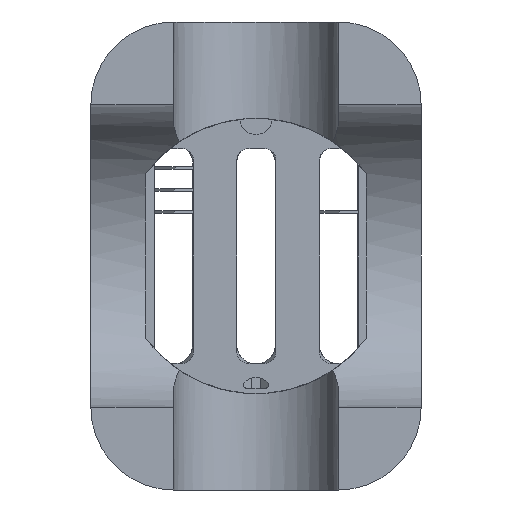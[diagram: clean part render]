
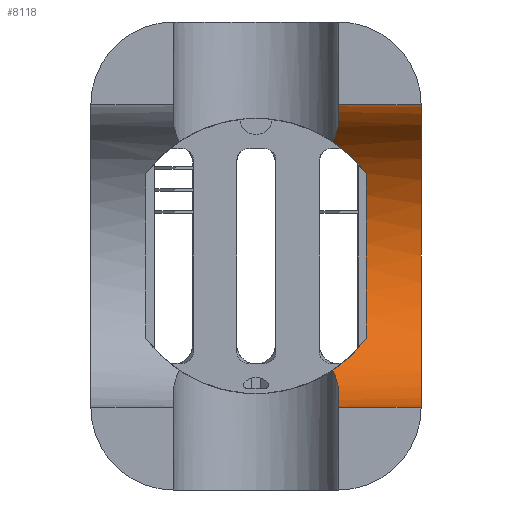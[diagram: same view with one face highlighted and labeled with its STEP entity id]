
A CAD part, front view. The second image highlights one B-rep face of the part: STEP entity #8118.
In plain terms, the highlighted cylindrical face has radius 27.5 mm (diameter 55 mm), a partial arc.
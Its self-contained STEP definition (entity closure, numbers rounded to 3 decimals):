
#228=B_SPLINE_CURVE_WITH_KNOTS('',3,(#11625,#11626,#11627,#11628,#11629,
#11630),.UNSPECIFIED.,.F.,.F.,(4,2,4),(7.88,8.21,
8.533),.UNSPECIFIED.);
#234=B_SPLINE_CURVE_WITH_KNOTS('',3,(#11692,#11693,#11694,#11695,#11696,
#11697),.UNSPECIFIED.,.F.,.F.,(4,2,4),(2.607,2.929,
3.259),.UNSPECIFIED.);
#236=B_SPLINE_CURVE_WITH_KNOTS('',3,(#11778,#11779,#11780,#11781,#11782,
#11783),.UNSPECIFIED.,.F.,.F.,(4,2,4),(6.661,6.801,
6.81),.UNSPECIFIED.);
#237=B_SPLINE_CURVE_WITH_KNOTS('',3,(#11785,#11786,#11787,#11788,#11789,
#11790),.UNSPECIFIED.,.F.,.F.,(4,2,4),(18.691,19.1,
19.497),.UNSPECIFIED.);
#238=B_SPLINE_CURVE_WITH_KNOTS('',3,(#11794,#11795,#11796,#11797,#11798,
#11799),.UNSPECIFIED.,.F.,.F.,(4,2,4),(14.306,14.702,
15.111),.UNSPECIFIED.);
#239=B_SPLINE_CURVE_WITH_KNOTS('',3,(#11800,#11801,#11802,#11803,#11804,
#11805),.UNSPECIFIED.,.F.,.F.,(4,2,4),(1.641,1.649,
1.79),.UNSPECIFIED.);
#259=CYLINDRICAL_SURFACE('',#8617,27.5);
#371=FACE_OUTER_BOUND('',#798,.T.);
#798=EDGE_LOOP('',(#5384,#5385,#5386,#5387,#5388,#5389,#5390,#5391,#5392,
#5393,#5394,#5395));
#1231=CIRCLE('',#8602,27.5);
#1232=CIRCLE('',#8604,27.5);
#1236=CIRCLE('',#8618,27.5);
#1237=CIRCLE('',#8619,27.5);
#1351=LINE('',#11736,#2317);
#1368=LINE('',#11775,#2334);
#2317=VECTOR('',#9320,10.);
#2334=VECTOR('',#9359,10.);
#3273=VERTEX_POINT('',#11622);
#3274=VERTEX_POINT('',#11624);
#3279=VERTEX_POINT('',#11678);
#3280=VERTEX_POINT('',#11691);
#3289=VERTEX_POINT('',#11723);
#3290=VERTEX_POINT('',#11727);
#3293=VERTEX_POINT('',#11735);
#3304=VERTEX_POINT('',#11773);
#3305=VERTEX_POINT('',#11777);
#3306=VERTEX_POINT('',#11784);
#3307=VERTEX_POINT('',#11791);
#3308=VERTEX_POINT('',#11793);
#4089=EDGE_CURVE('',#3273,#3274,#228,.T.);
#4095=EDGE_CURVE('',#3280,#3279,#234,.F.);
#4107=EDGE_CURVE('',#3273,#3289,#1231,.T.);
#4108=EDGE_CURVE('',#3290,#3280,#1232,.T.);
#4112=EDGE_CURVE('',#3293,#3290,#1351,.T.);
#4132=EDGE_CURVE('',#3289,#3304,#1368,.T.);
#4133=EDGE_CURVE('',#3279,#3305,#236,.F.);
#4134=EDGE_CURVE('',#3306,#3305,#237,.F.);
#4135=EDGE_CURVE('',#3307,#3306,#1236,.F.);
#4136=EDGE_CURVE('',#3308,#3307,#238,.F.);
#4137=EDGE_CURVE('',#3274,#3308,#239,.T.);
#4138=EDGE_CURVE('',#3304,#3293,#1237,.T.);
#5384=ORIENTED_EDGE('',*,*,#4108,.T.);
#5385=ORIENTED_EDGE('',*,*,#4095,.T.);
#5386=ORIENTED_EDGE('',*,*,#4133,.T.);
#5387=ORIENTED_EDGE('',*,*,#4134,.F.);
#5388=ORIENTED_EDGE('',*,*,#4135,.F.);
#5389=ORIENTED_EDGE('',*,*,#4136,.F.);
#5390=ORIENTED_EDGE('',*,*,#4137,.F.);
#5391=ORIENTED_EDGE('',*,*,#4089,.F.);
#5392=ORIENTED_EDGE('',*,*,#4107,.T.);
#5393=ORIENTED_EDGE('',*,*,#4132,.T.);
#5394=ORIENTED_EDGE('',*,*,#4138,.T.);
#5395=ORIENTED_EDGE('',*,*,#4112,.T.);
#8118=ADVANCED_FACE('',(#371),#259,.F.);
#8602=AXIS2_PLACEMENT_3D('',#11725,#9309,#9310);
#8604=AXIS2_PLACEMENT_3D('',#11728,#9313,#9314);
#8617=AXIS2_PLACEMENT_3D('',#11776,#9360,#9361);
#8618=AXIS2_PLACEMENT_3D('',#11792,#9362,#9363);
#8619=AXIS2_PLACEMENT_3D('',#11806,#9364,#9365);
#9309=DIRECTION('center_axis',(-1.,0.,0.));
#9310=DIRECTION('ref_axis',(0.,0.707,-0.707));
#9313=DIRECTION('center_axis',(-1.,0.,0.));
#9314=DIRECTION('ref_axis',(0.,0.707,-0.707));
#9320=DIRECTION('',(-1.,0.,0.));
#9359=DIRECTION('',(1.,0.,0.));
#9360=DIRECTION('center_axis',(1.,0.,0.));
#9361=DIRECTION('ref_axis',(0.,0.707,-0.707));
#9362=DIRECTION('center_axis',(-1.,0.,0.));
#9363=DIRECTION('ref_axis',(0.,0.707,0.707));
#9364=DIRECTION('center_axis',(1.,0.,0.));
#9365=DIRECTION('ref_axis',(0.,0.707,-0.707));
#11622=CARTESIAN_POINT('',(45.,-33.,-66.995));
#11624=CARTESIAN_POINT('',(43.938,-27.458,-63.254));
#11625=CARTESIAN_POINT('Ctrl Pts',(45.,-33.,-66.995));
#11626=CARTESIAN_POINT('Ctrl Pts',(45.,-32.021,-66.495));
#11627=CARTESIAN_POINT('Ctrl Pts',(44.903,-31.044,-65.921));
#11628=CARTESIAN_POINT('Ctrl Pts',(44.536,-29.179,-64.661));
#11629=CARTESIAN_POINT('Ctrl Pts',(44.27,-28.291,-63.978));
#11630=CARTESIAN_POINT('Ctrl Pts',(43.938,-27.458,-63.254));
#11678=CARTESIAN_POINT('',(43.938,-27.458,-21.746));
#11691=CARTESIAN_POINT('',(45.,-33.,-18.005));
#11692=CARTESIAN_POINT('Ctrl Pts',(43.938,-27.458,-21.746));
#11693=CARTESIAN_POINT('Ctrl Pts',(44.27,-28.291,-21.022));
#11694=CARTESIAN_POINT('Ctrl Pts',(44.536,-29.179,-20.339));
#11695=CARTESIAN_POINT('Ctrl Pts',(44.903,-31.044,-19.079));
#11696=CARTESIAN_POINT('Ctrl Pts',(45.,-32.021,-18.505));
#11697=CARTESIAN_POINT('Ctrl Pts',(45.,-33.,-18.005));
#11723=CARTESIAN_POINT('',(45.,-45.5,-70.));
#11725=CARTESIAN_POINT('Origin',(45.,-45.5,-42.5));
#11727=CARTESIAN_POINT('',(45.,-45.5,-15.));
#11728=CARTESIAN_POINT('Origin',(45.,-45.5,-42.5));
#11735=CARTESIAN_POINT('',(60.,-45.5,-15.));
#11736=CARTESIAN_POINT('',(31.75,-45.5,-15.));
#11773=CARTESIAN_POINT('',(60.,-45.5,-70.));
#11775=CARTESIAN_POINT('',(61.75,-45.5,-70.));
#11776=CARTESIAN_POINT('Origin',(61.75,-45.5,-42.5));
#11777=CARTESIAN_POINT('',(45.,-26.625,-22.5));
#11778=CARTESIAN_POINT('Ctrl Pts',(45.,-26.625,-22.5));
#11779=CARTESIAN_POINT('Ctrl Pts',(44.673,-26.885,-22.255));
#11780=CARTESIAN_POINT('Ctrl Pts',(44.34,-27.147,-22.017));
#11781=CARTESIAN_POINT('Ctrl Pts',(43.98,-27.425,-21.774));
#11782=CARTESIAN_POINT('Ctrl Pts',(43.959,-27.441,-21.76));
#11783=CARTESIAN_POINT('Ctrl Pts',(43.938,-27.458,-21.746));
#11784=CARTESIAN_POINT('',(50.,-22.451,-27.5));
#11785=CARTESIAN_POINT('Ctrl Pts',(45.,-26.625,-22.5));
#11786=CARTESIAN_POINT('Ctrl Pts',(45.951,-25.869,-23.214));
#11787=CARTESIAN_POINT('Ctrl Pts',(46.848,-25.131,-23.993));
#11788=CARTESIAN_POINT('Ctrl Pts',(48.482,-23.76,-25.627));
#11789=CARTESIAN_POINT('Ctrl Pts',(49.266,-23.088,-26.522));
#11790=CARTESIAN_POINT('Ctrl Pts',(50.,-22.451,-27.5));
#11791=CARTESIAN_POINT('',(50.,-22.451,-57.5));
#11792=CARTESIAN_POINT('Origin',(50.,-45.5,-42.5));
#11793=CARTESIAN_POINT('',(45.,-26.625,-62.5));
#11794=CARTESIAN_POINT('Ctrl Pts',(50.,-22.451,-57.5));
#11795=CARTESIAN_POINT('Ctrl Pts',(49.266,-23.088,-58.478));
#11796=CARTESIAN_POINT('Ctrl Pts',(48.482,-23.76,-59.373));
#11797=CARTESIAN_POINT('Ctrl Pts',(46.848,-25.131,-61.007));
#11798=CARTESIAN_POINT('Ctrl Pts',(45.951,-25.869,-61.786));
#11799=CARTESIAN_POINT('Ctrl Pts',(45.,-26.625,-62.5));
#11800=CARTESIAN_POINT('Ctrl Pts',(43.938,-27.458,-63.254));
#11801=CARTESIAN_POINT('Ctrl Pts',(43.959,-27.441,-63.24));
#11802=CARTESIAN_POINT('Ctrl Pts',(43.98,-27.425,-63.226));
#11803=CARTESIAN_POINT('Ctrl Pts',(44.34,-27.147,-62.983));
#11804=CARTESIAN_POINT('Ctrl Pts',(44.673,-26.885,-62.745));
#11805=CARTESIAN_POINT('Ctrl Pts',(45.,-26.625,-62.5));
#11806=CARTESIAN_POINT('Origin',(60.,-45.5,-42.5));
